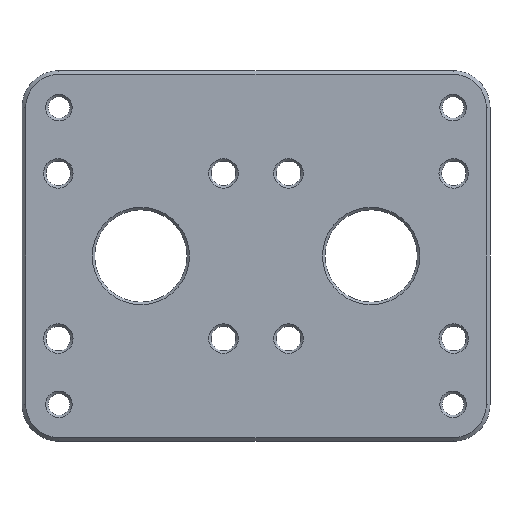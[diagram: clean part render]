
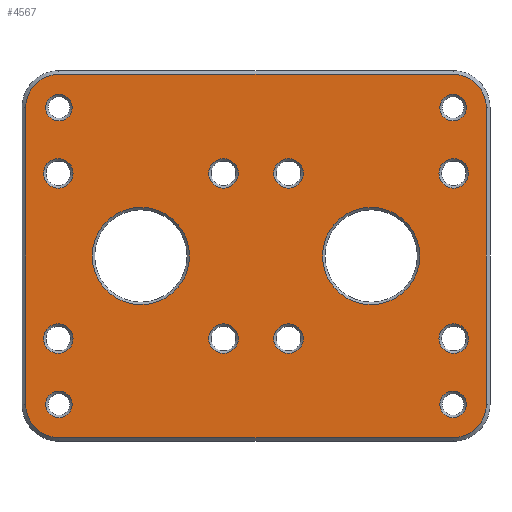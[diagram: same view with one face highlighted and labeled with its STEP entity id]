
A CAD part, front view. The second image highlights one B-rep face of the part: STEP entity #4567.
In plain terms, the highlighted planar face has unit normal (0, -1, 0).
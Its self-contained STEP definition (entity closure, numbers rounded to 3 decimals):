
#342=FACE_BOUND('',#762,.T.);
#343=FACE_BOUND('',#763,.T.);
#344=FACE_BOUND('',#764,.T.);
#345=FACE_BOUND('',#765,.T.);
#346=FACE_BOUND('',#766,.T.);
#347=FACE_BOUND('',#767,.T.);
#348=FACE_BOUND('',#768,.T.);
#349=FACE_BOUND('',#769,.T.);
#350=FACE_BOUND('',#770,.T.);
#351=FACE_BOUND('',#771,.T.);
#352=FACE_BOUND('',#772,.T.);
#353=FACE_BOUND('',#773,.T.);
#354=FACE_BOUND('',#774,.T.);
#355=FACE_BOUND('',#775,.T.);
#387=PLANE('',#4847);
#499=FACE_OUTER_BOUND('',#761,.T.);
#761=EDGE_LOOP('',(#3147,#3148,#3149,#3150,#3151,#3152,#3153,#3154));
#762=EDGE_LOOP('',(#3155));
#763=EDGE_LOOP('',(#3156));
#764=EDGE_LOOP('',(#3157));
#765=EDGE_LOOP('',(#3158));
#766=EDGE_LOOP('',(#3159));
#767=EDGE_LOOP('',(#3160));
#768=EDGE_LOOP('',(#3161));
#769=EDGE_LOOP('',(#3162));
#770=EDGE_LOOP('',(#3163));
#771=EDGE_LOOP('',(#3164));
#772=EDGE_LOOP('',(#3165));
#773=EDGE_LOOP('',(#3166));
#774=EDGE_LOOP('',(#3167));
#775=EDGE_LOOP('',(#3168));
#1068=LINE('',#6017,#1487);
#1069=LINE('',#6021,#1488);
#1070=LINE('',#6025,#1489);
#1071=LINE('',#6029,#1490);
#1487=VECTOR('',#5104,10.);
#1488=VECTOR('',#5107,10.);
#1489=VECTOR('',#5110,10.);
#1490=VECTOR('',#5113,10.);
#1905=CIRCLE('',#4844,2.15);
#1908=CIRCLE('',#4848,5.4);
#1909=CIRCLE('',#4849,5.4);
#1910=CIRCLE('',#4850,5.4);
#1911=CIRCLE('',#4851,5.4);
#1912=CIRCLE('',#4852,2.4);
#1913=CIRCLE('',#4853,2.4);
#1914=CIRCLE('',#4854,2.4);
#1915=CIRCLE('',#4855,7.9);
#1916=CIRCLE('',#4856,2.4);
#1917=CIRCLE('',#4857,2.4);
#1918=CIRCLE('',#4858,2.15);
#1919=CIRCLE('',#4859,2.15);
#1920=CIRCLE('',#4860,2.4);
#1921=CIRCLE('',#4861,2.4);
#1922=CIRCLE('',#4862,7.9);
#1923=CIRCLE('',#4863,2.15);
#1924=CIRCLE('',#4864,2.4);
#1987=VERTEX_POINT('',#6007);
#1990=VERTEX_POINT('',#6015);
#1991=VERTEX_POINT('',#6016);
#1992=VERTEX_POINT('',#6018);
#1993=VERTEX_POINT('',#6020);
#1994=VERTEX_POINT('',#6022);
#1995=VERTEX_POINT('',#6024);
#1996=VERTEX_POINT('',#6026);
#1997=VERTEX_POINT('',#6028);
#1998=VERTEX_POINT('',#6031);
#1999=VERTEX_POINT('',#6033);
#2000=VERTEX_POINT('',#6035);
#2001=VERTEX_POINT('',#6037);
#2002=VERTEX_POINT('',#6039);
#2003=VERTEX_POINT('',#6041);
#2004=VERTEX_POINT('',#6043);
#2005=VERTEX_POINT('',#6045);
#2006=VERTEX_POINT('',#6047);
#2007=VERTEX_POINT('',#6049);
#2008=VERTEX_POINT('',#6051);
#2009=VERTEX_POINT('',#6053);
#2010=VERTEX_POINT('',#6055);
#2443=EDGE_CURVE('',#1987,#1987,#1905,.T.);
#2447=EDGE_CURVE('',#1990,#1991,#1068,.T.);
#2448=EDGE_CURVE('',#1992,#1990,#1908,.T.);
#2449=EDGE_CURVE('',#1993,#1992,#1069,.T.);
#2450=EDGE_CURVE('',#1994,#1993,#1909,.T.);
#2451=EDGE_CURVE('',#1995,#1994,#1070,.T.);
#2452=EDGE_CURVE('',#1996,#1995,#1910,.T.);
#2453=EDGE_CURVE('',#1997,#1996,#1071,.T.);
#2454=EDGE_CURVE('',#1991,#1997,#1911,.T.);
#2455=EDGE_CURVE('',#1998,#1998,#1912,.T.);
#2456=EDGE_CURVE('',#1999,#1999,#1913,.T.);
#2457=EDGE_CURVE('',#2000,#2000,#1914,.T.);
#2458=EDGE_CURVE('',#2001,#2001,#1915,.T.);
#2459=EDGE_CURVE('',#2002,#2002,#1916,.T.);
#2460=EDGE_CURVE('',#2003,#2003,#1917,.T.);
#2461=EDGE_CURVE('',#2004,#2004,#1918,.T.);
#2462=EDGE_CURVE('',#2005,#2005,#1919,.T.);
#2463=EDGE_CURVE('',#2006,#2006,#1920,.T.);
#2464=EDGE_CURVE('',#2007,#2007,#1921,.T.);
#2465=EDGE_CURVE('',#2008,#2008,#1922,.T.);
#2466=EDGE_CURVE('',#2009,#2009,#1923,.T.);
#2467=EDGE_CURVE('',#2010,#2010,#1924,.T.);
#3147=ORIENTED_EDGE('',*,*,#2447,.F.);
#3148=ORIENTED_EDGE('',*,*,#2448,.F.);
#3149=ORIENTED_EDGE('',*,*,#2449,.F.);
#3150=ORIENTED_EDGE('',*,*,#2450,.F.);
#3151=ORIENTED_EDGE('',*,*,#2451,.F.);
#3152=ORIENTED_EDGE('',*,*,#2452,.F.);
#3153=ORIENTED_EDGE('',*,*,#2453,.F.);
#3154=ORIENTED_EDGE('',*,*,#2454,.F.);
#3155=ORIENTED_EDGE('',*,*,#2455,.F.);
#3156=ORIENTED_EDGE('',*,*,#2456,.F.);
#3157=ORIENTED_EDGE('',*,*,#2457,.F.);
#3158=ORIENTED_EDGE('',*,*,#2458,.F.);
#3159=ORIENTED_EDGE('',*,*,#2459,.F.);
#3160=ORIENTED_EDGE('',*,*,#2460,.F.);
#3161=ORIENTED_EDGE('',*,*,#2461,.F.);
#3162=ORIENTED_EDGE('',*,*,#2462,.F.);
#3163=ORIENTED_EDGE('',*,*,#2463,.F.);
#3164=ORIENTED_EDGE('',*,*,#2464,.F.);
#3165=ORIENTED_EDGE('',*,*,#2465,.F.);
#3166=ORIENTED_EDGE('',*,*,#2466,.F.);
#3167=ORIENTED_EDGE('',*,*,#2467,.F.);
#3168=ORIENTED_EDGE('',*,*,#2443,.F.);
#4567=ADVANCED_FACE('',(#499,#342,#343,#344,#345,#346,#347,#348,#349,#350,
#351,#352,#353,#354,#355),#387,.T.);
#4844=AXIS2_PLACEMENT_3D('',#6008,#5095,#5096);
#4847=AXIS2_PLACEMENT_3D('',#6014,#5102,#5103);
#4848=AXIS2_PLACEMENT_3D('',#6019,#5105,#5106);
#4849=AXIS2_PLACEMENT_3D('',#6023,#5108,#5109);
#4850=AXIS2_PLACEMENT_3D('',#6027,#5111,#5112);
#4851=AXIS2_PLACEMENT_3D('',#6030,#5114,#5115);
#4852=AXIS2_PLACEMENT_3D('',#6032,#5116,#5117);
#4853=AXIS2_PLACEMENT_3D('',#6034,#5118,#5119);
#4854=AXIS2_PLACEMENT_3D('',#6036,#5120,#5121);
#4855=AXIS2_PLACEMENT_3D('',#6038,#5122,#5123);
#4856=AXIS2_PLACEMENT_3D('',#6040,#5124,#5125);
#4857=AXIS2_PLACEMENT_3D('',#6042,#5126,#5127);
#4858=AXIS2_PLACEMENT_3D('',#6044,#5128,#5129);
#4859=AXIS2_PLACEMENT_3D('',#6046,#5130,#5131);
#4860=AXIS2_PLACEMENT_3D('',#6048,#5132,#5133);
#4861=AXIS2_PLACEMENT_3D('',#6050,#5134,#5135);
#4862=AXIS2_PLACEMENT_3D('',#6052,#5136,#5137);
#4863=AXIS2_PLACEMENT_3D('',#6054,#5138,#5139);
#4864=AXIS2_PLACEMENT_3D('',#6056,#5140,#5141);
#5095=DIRECTION('center_axis',(0.,-1.,0.));
#5096=DIRECTION('ref_axis',(-1.,0.,0.));
#5102=DIRECTION('center_axis',(0.,-1.,0.));
#5103=DIRECTION('ref_axis',(1.,0.,0.));
#5104=DIRECTION('',(1.,0.,0.));
#5105=DIRECTION('center_axis',(0.,1.,0.));
#5106=DIRECTION('ref_axis',(-0.707,0.,0.707));
#5107=DIRECTION('',(0.,0.,1.));
#5108=DIRECTION('center_axis',(0.,1.,0.));
#5109=DIRECTION('ref_axis',(-0.707,0.,-0.707));
#5110=DIRECTION('',(-1.,0.,0.));
#5111=DIRECTION('center_axis',(0.,1.,0.));
#5112=DIRECTION('ref_axis',(0.707,0.,-0.707));
#5113=DIRECTION('',(0.,0.,-1.));
#5114=DIRECTION('center_axis',(0.,1.,0.));
#5115=DIRECTION('ref_axis',(0.707,0.,0.707));
#5116=DIRECTION('center_axis',(0.,-1.,0.));
#5117=DIRECTION('ref_axis',(1.,0.,0.));
#5118=DIRECTION('center_axis',(0.,-1.,0.));
#5119=DIRECTION('ref_axis',(1.,0.,0.));
#5120=DIRECTION('center_axis',(0.,-1.,0.));
#5121=DIRECTION('ref_axis',(1.,0.,0.));
#5122=DIRECTION('center_axis',(0.,-1.,0.));
#5123=DIRECTION('ref_axis',(1.,0.,0.));
#5124=DIRECTION('center_axis',(0.,-1.,0.));
#5125=DIRECTION('ref_axis',(1.,0.,0.));
#5126=DIRECTION('center_axis',(0.,-1.,0.));
#5127=DIRECTION('ref_axis',(1.,0.,0.));
#5128=DIRECTION('center_axis',(0.,-1.,0.));
#5129=DIRECTION('ref_axis',(-1.,0.,0.));
#5130=DIRECTION('center_axis',(0.,-1.,0.));
#5131=DIRECTION('ref_axis',(-1.,0.,0.));
#5132=DIRECTION('center_axis',(0.,-1.,0.));
#5133=DIRECTION('ref_axis',(1.,0.,0.));
#5134=DIRECTION('center_axis',(0.,-1.,0.));
#5135=DIRECTION('ref_axis',(1.,0.,0.));
#5136=DIRECTION('center_axis',(0.,-1.,0.));
#5137=DIRECTION('ref_axis',(1.,0.,0.));
#5138=DIRECTION('center_axis',(0.,-1.,0.));
#5139=DIRECTION('ref_axis',(-1.,0.,0.));
#5140=DIRECTION('center_axis',(0.,-1.,0.));
#5141=DIRECTION('ref_axis',(1.,0.,0.));
#6007=CARTESIAN_POINT('',(52.85,-5.2,-24.1));
#6008=CARTESIAN_POINT('Origin',(50.7,-5.2,-24.1));
#6014=CARTESIAN_POINT('Origin',(18.7,-5.2,0.));
#6015=CARTESIAN_POINT('',(-13.3,-5.2,29.5));
#6016=CARTESIAN_POINT('',(50.7,-5.2,29.5));
#6017=CARTESIAN_POINT('',(-0.3,-5.2,29.5));
#6018=CARTESIAN_POINT('',(-18.7,-5.2,24.1));
#6019=CARTESIAN_POINT('Origin',(-13.3,-5.2,24.1));
#6020=CARTESIAN_POINT('',(-18.7,-5.2,-24.1));
#6021=CARTESIAN_POINT('',(-18.7,-5.2,-15.05));
#6022=CARTESIAN_POINT('',(-13.3,-5.2,-29.5));
#6023=CARTESIAN_POINT('Origin',(-13.3,-5.2,-24.1));
#6024=CARTESIAN_POINT('',(50.7,-5.2,-29.5));
#6025=CARTESIAN_POINT('',(37.7,-5.2,-29.5));
#6026=CARTESIAN_POINT('',(56.1,-5.2,-24.1));
#6027=CARTESIAN_POINT('Origin',(50.7,-5.2,-24.1));
#6028=CARTESIAN_POINT('',(56.1,-5.2,24.1));
#6029=CARTESIAN_POINT('',(56.1,-5.2,15.05));
#6030=CARTESIAN_POINT('Origin',(50.7,-5.2,24.1));
#6031=CARTESIAN_POINT('',(48.417,-5.2,-13.417));
#6032=CARTESIAN_POINT('Origin',(50.817,-5.2,-13.417));
#6033=CARTESIAN_POINT('',(11.017,-5.2,-13.417));
#6034=CARTESIAN_POINT('Origin',(13.417,-5.2,-13.417));
#6035=CARTESIAN_POINT('',(-15.817,-5.2,-13.417));
#6036=CARTESIAN_POINT('Origin',(-13.417,-5.2,-13.417));
#6037=CARTESIAN_POINT('',(-7.9,-5.2,0.));
#6038=CARTESIAN_POINT('Origin',(0.,-5.2,0.));
#6039=CARTESIAN_POINT('',(21.583,-5.2,13.417));
#6040=CARTESIAN_POINT('Origin',(23.983,-5.2,13.417));
#6041=CARTESIAN_POINT('',(-15.817,-5.2,13.417));
#6042=CARTESIAN_POINT('Origin',(-13.417,-5.2,13.417));
#6043=CARTESIAN_POINT('',(-11.15,-5.2,24.1));
#6044=CARTESIAN_POINT('Origin',(-13.3,-5.2,24.1));
#6045=CARTESIAN_POINT('',(52.85,-5.2,24.1));
#6046=CARTESIAN_POINT('Origin',(50.7,-5.2,24.1));
#6047=CARTESIAN_POINT('',(11.017,-5.2,13.417));
#6048=CARTESIAN_POINT('Origin',(13.417,-5.2,13.417));
#6049=CARTESIAN_POINT('',(48.417,-5.2,13.417));
#6050=CARTESIAN_POINT('Origin',(50.817,-5.2,13.417));
#6051=CARTESIAN_POINT('',(29.5,-5.2,0.));
#6052=CARTESIAN_POINT('Origin',(37.4,-5.2,0.));
#6053=CARTESIAN_POINT('',(-11.15,-5.2,-24.1));
#6054=CARTESIAN_POINT('Origin',(-13.3,-5.2,-24.1));
#6055=CARTESIAN_POINT('',(21.583,-5.2,-13.417));
#6056=CARTESIAN_POINT('Origin',(23.983,-5.2,-13.417));
